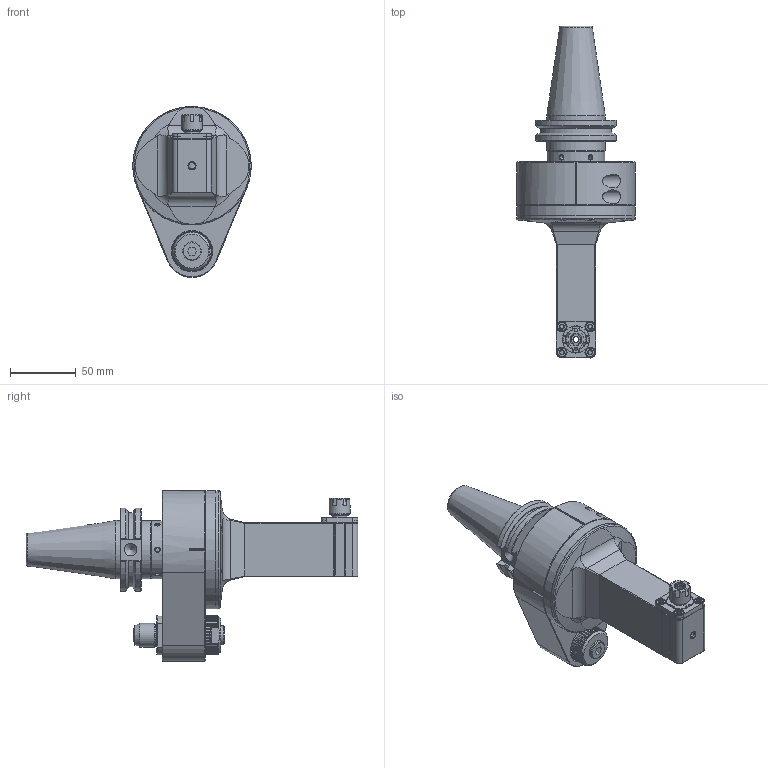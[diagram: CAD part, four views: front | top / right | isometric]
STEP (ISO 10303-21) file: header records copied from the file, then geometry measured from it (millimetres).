
FILE_DESCRIPTION(/* description */ (''),/* implementation_level */ '2;1');
FILE_NAME(/* name */ '9.G90.07000-12C40.stp',/* time_stamp */ '2023-03-21T09:34:41-04:00',/* author */ ('jkrenzer'),/* organization */ (''),/* preprocessor_version */ 'ST-DEVELOPER v18.1',/* originating_system */ 'Autodesk Inventor 2022',/* authorisation */ '');
FILE_SCHEMA (('AUTOMOTIVE_DESIGN { 1 0 10303 214 3 1 1 }'));
Products named in the file (2): 9.G90.07000-12C40; G90-7
Assembly tree (1 placements, depth 2):
  9.G90.07000-12C40
    G90-7
Bounding box: 90 x 252.4 x 130 mm (x, y, z)
Volume: 537572.2 mm3; surface area: 123979.3 mm2
Topology: 3 solids, 6 shells, 1173 faces, 3060 edges, 1982 vertices
Faces by surface type: plane 660, cylinder 245, cone 188, bspline 54, torus 26
Full cylindrical faces by diameter (mm): 2.1 x2, 3.3 x10, 4 x5, 4.2 x4, 5 x5, 5.5 x1, 5.8 x2, 6 x2, 6.1 x1, 7 x8, 7.5 x5, 8.5 x1, 9 x3, 9.2 x1, 10 x5, 10.44 x1, 10.5 x2, 11 x1, 11.5 x2, 11.8 x1, 12 x1, 12.8 x1, 13 x3, 13.3 x1, 13.4 x1, 14 x2, 15 x1, 15.2 x1, 16 x1, 16.28 x1
Entity records: 41212 total; most frequent: CARTESIAN_POINT 12156, ORIENTED_EDGE 6096, DIRECTION 5986, EDGE_CURVE 3048, AXIS2_PLACEMENT_3D 2092, VERTEX_POINT 1982, LINE 1802, VECTOR 1802
